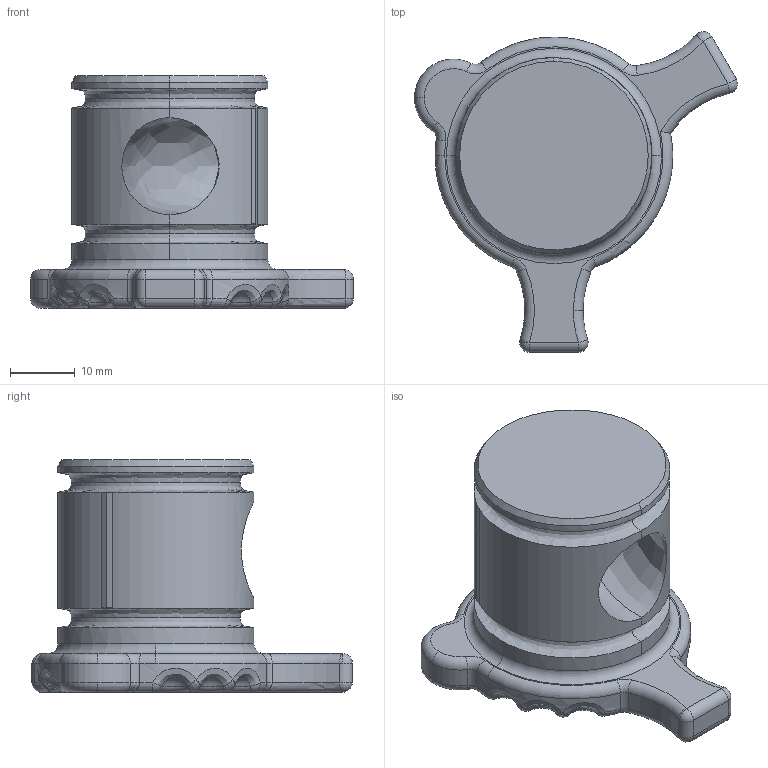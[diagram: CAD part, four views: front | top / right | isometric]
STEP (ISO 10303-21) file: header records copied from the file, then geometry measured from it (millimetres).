
FILE_DESCRIPTION (( 'STEP AP214' ), '1' );
FILE_NAME ('ValveCock.STEP', '2020-03-21T08:01:21', ( '' ), ( '' ), 'SwSTEP 2.0', 'SolidWorks 2020', '' );
FILE_SCHEMA (( 'AUTOMOTIVE_DESIGN' ));
Length unit declared in the file: millimetre
Products named in the file (1): ValveCock
Bounding box: 50.01 x 49.64 x 36 mm (x, y, z)
Volume: 23821.8 mm3; surface area: 7604.7 mm2
Topology: 1 solids, 1 shells, 166 faces, 377 edges, 206 vertices
Faces by surface type: torus 43, bspline 40, cylinder 30, sphere 28, plane 23, cone 2
Entity records: 9332 total; most frequent: CARTESIAN_POINT 5920, ORIENTED_EDGE 728, DIRECTION 681, EDGE_CURVE 364, AXIS2_PLACEMENT_3D 306, VERTEX_POINT 204, CIRCLE 179, EDGE_LOOP 172
